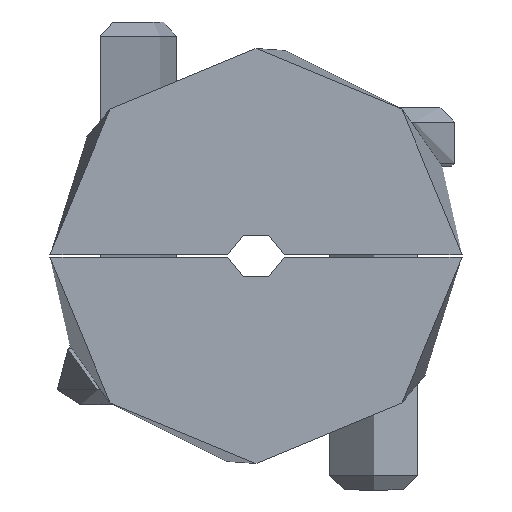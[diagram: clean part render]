
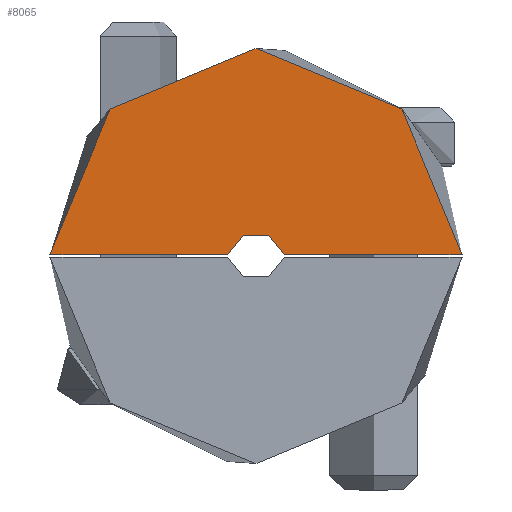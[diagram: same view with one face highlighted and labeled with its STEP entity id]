
A CAD part, front view. The second image highlights one B-rep face of the part: STEP entity #8065.
In plain terms, the highlighted planar face has unit normal (0, -1, 0).
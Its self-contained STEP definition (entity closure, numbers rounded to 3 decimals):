
#191 = ORIENTED_EDGE ( 'NONE', *, *, #11329, .F. ) ;
#671 = LINE ( 'NONE', #5795, #13086 ) ;
#675 = DIRECTION ( 'NONE',  ( 0., -1., 0. ) ) ;
#807 = CARTESIAN_POINT ( 'NONE',  ( -0.25, -5., 0. ) ) ;
#829 = CARTESIAN_POINT ( 'NONE',  ( 0., -5., 7. ) ) ;
#1086 = VERTEX_POINT ( 'NONE', #7721 ) ;
#1213 = CIRCLE ( 'NONE', #14837, 7. ) ;
#1312 = LINE ( 'NONE', #1654, #17333 ) ;
#1654 = CARTESIAN_POINT ( 'NONE',  ( 0., -5., -7. ) ) ;
#2317 = DIRECTION ( 'NONE',  ( 0., 1., 0. ) ) ;
#2359 = ORIENTED_EDGE ( 'NONE', *, *, #8469, .F. ) ;
#2399 = FACE_OUTER_BOUND ( 'NONE', #8806, .T. ) ;
#2453 = DIRECTION ( 'NONE',  ( 0., 0., 1. ) ) ;
#2458 = CIRCLE ( 'NONE', #9229, 1. ) ;
#4369 = EDGE_CURVE ( 'NONE', #1086, #5620, #671, .T. ) ;
#4863 = VERTEX_POINT ( 'NONE', #17264 ) ;
#5620 = VERTEX_POINT ( 'NONE', #829 ) ;
#5795 = CARTESIAN_POINT ( 'NONE',  ( 0., -5., 0.968 ) ) ;
#5921 = DIRECTION ( 'NONE',  ( 0., 1., 0. ) ) ;
#7274 = CARTESIAN_POINT ( 'NONE',  ( 0., -5., 0. ) ) ;
#7721 = CARTESIAN_POINT ( 'NONE',  ( 0., -5., 0.968 ) ) ;
#8065 = ADVANCED_FACE ( 'NONE', ( #2399 ), #12632, .F. ) ;
#8433 = ORIENTED_EDGE ( 'NONE', *, *, #4369, .F. ) ;
#8469 = EDGE_CURVE ( 'NONE', #4863, #1086, #2458, .T. ) ;
#8763 = DIRECTION ( 'NONE',  ( 0., 0., 1. ) ) ;
#8806 = EDGE_LOOP ( 'NONE', ( #15455, #8433, #2359, #191 ) ) ;
#9229 = AXIS2_PLACEMENT_3D ( 'NONE', #807, #675, #12156 ) ;
#11214 = CARTESIAN_POINT ( 'NONE',  ( 0., -5., 0. ) ) ;
#11329 = EDGE_CURVE ( 'NONE', #12664, #4863, #1312, .T. ) ;
#12156 = DIRECTION ( 'NONE',  ( 0., 0., -1. ) ) ;
#12632 = PLANE ( 'NONE',  #13325 ) ;
#12664 = VERTEX_POINT ( 'NONE', #13287 ) ;
#12988 = DIRECTION ( 'NONE',  ( 0., 0., 1. ) ) ;
#13086 = VECTOR ( 'NONE', #12988, 1000. ) ;
#13248 = DIRECTION ( 'NONE',  ( 0., 0., 1. ) ) ;
#13287 = CARTESIAN_POINT ( 'NONE',  ( 0., -5., -7. ) ) ;
#13325 = AXIS2_PLACEMENT_3D ( 'NONE', #11214, #2317, #2453 ) ;
#14837 = AXIS2_PLACEMENT_3D ( 'NONE', #7274, #5921, #8763 ) ;
#15455 = ORIENTED_EDGE ( 'NONE', *, *, #17861, .F. ) ;
#17264 = CARTESIAN_POINT ( 'NONE',  ( 0., -5., -0.968 ) ) ;
#17333 = VECTOR ( 'NONE', #13248, 1000. ) ;
#17861 = EDGE_CURVE ( 'NONE', #5620, #12664, #1213, .T. ) ;
